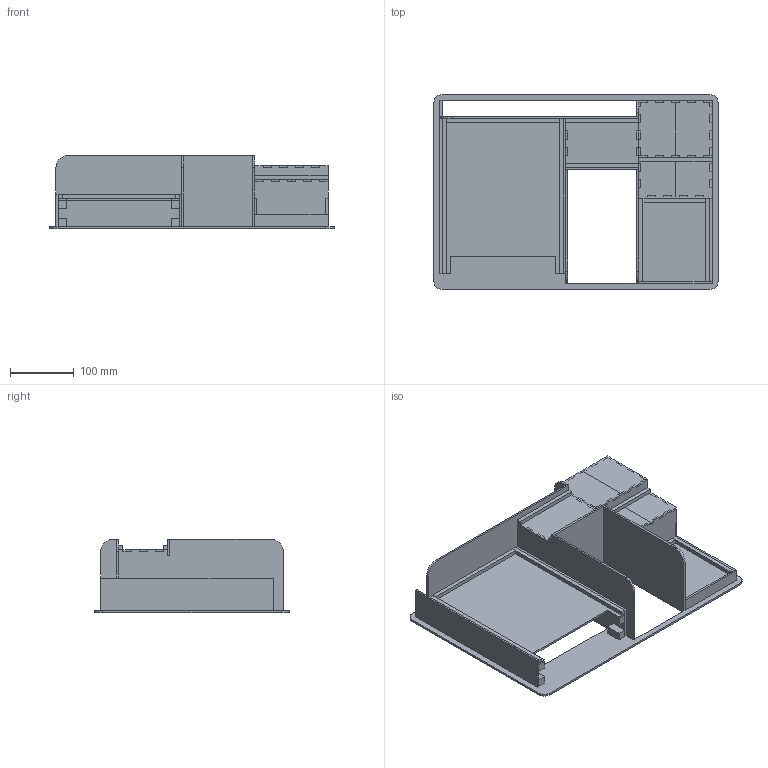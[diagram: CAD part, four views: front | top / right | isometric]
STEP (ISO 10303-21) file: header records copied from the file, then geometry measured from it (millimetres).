
FILE_DESCRIPTION(('FreeCAD Model'),'2;1');
FILE_NAME('Open CASCADE Shape Model','2022-02-17T21:22:26',('Author'),( ''),'Open CASCADE STEP processor 7.3','FreeCAD','Unknown');
FILE_SCHEMA(('AUTOMOTIVE_DESIGN { 1 0 10303 214 1 1 1 1 }'));
Length unit declared in the file: millimetre
Products named in the file (30): Assembly; LCS_Origin; Body; top
Assembly tree (36 placements, depth 2):
  Assembly
    LCS_Origin
    Body
    Body
    Body  x2
    Body
    top
    Body
    Body
    Body
    Body
    Body  x4
    Body
    Body
    Body
    Body  x2
    Body
    Body  x2
    Body
    Body
    Body
    Body
    Body
    Body
    Body
    Body
    Body
    Body  x2
    Body
    Body
Bounding box: 444.5 x 304.8 x 114.31 mm (x, y, z)
Volume: 1095516.8 mm3; surface area: 738525 mm2
Topology: 35 solids, 35 shells, 546 faces, 1420 edges, 944 vertices
Faces by surface type: plane 538, cylinder 8
Entity records: 33536 total; most frequent: CARTESIAN_POINT 5461, DIRECTION 5102, LINE 3976, VECTOR 3976, ORIENTED_EDGE 2672, PCURVE 2672, DEFINITIONAL_REPRESENTATION 2672, EDGE_CURVE 1336
